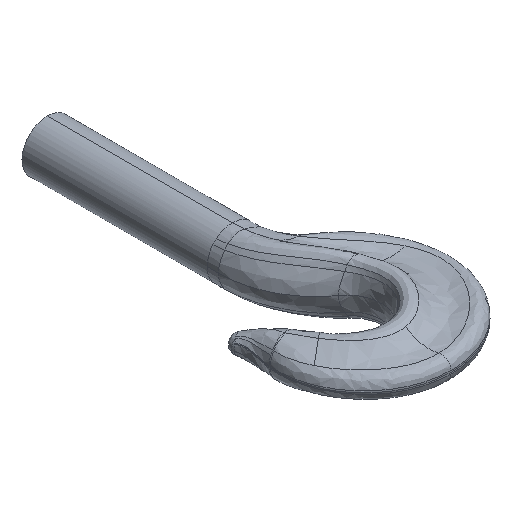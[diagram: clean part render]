
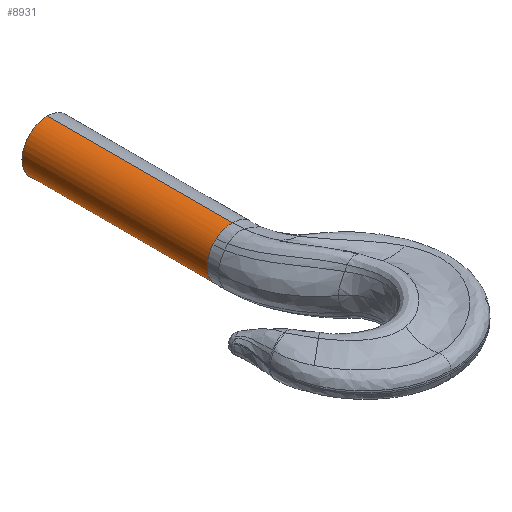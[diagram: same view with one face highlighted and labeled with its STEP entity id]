
A CAD part, isometric view. The second image highlights one B-rep face of the part: STEP entity #8931.
In plain terms, the highlighted free-form (B-spline) face has degree [2, 1] with [5, 2] control points.
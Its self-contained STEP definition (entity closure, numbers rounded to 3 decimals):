
#7849 = VERTEX_POINT('',#7850);
#7850 = CARTESIAN_POINT('',(-11.465,120.54,
    -19.805));
#7859 = EDGE_CURVE('',#7860,#7849,#7862,.T.);
#7860 = VERTEX_POINT('',#7861);
#7861 = CARTESIAN_POINT('',(4.857,120.54,
    -25.664));
#7862 = B_SPLINE_CURVE_WITH_KNOTS('',5,(#7863,#7864,#7865,#7866,#7867,
    #7868,#7869,#7870,#7871),.UNSPECIFIED.,.F.,.F.,(6,3,6),(
    31.416,38.309,45.201),.UNSPECIFIED.);
#7863 = CARTESIAN_POINT('',(4.857,120.54,
    -25.664));
#7864 = CARTESIAN_POINT('',(3.088,120.54,
    -25.664));
#7865 = CARTESIAN_POINT('',(1.319,120.54,
    -25.512));
#7866 = CARTESIAN_POINT('',(-0.433,120.54,
    -25.207));
#7867 = CARTESIAN_POINT('',(-3.866,120.54,
    -24.299));
#7868 = CARTESIAN_POINT('',(-7.092,120.54,
    -22.816));
#7869 = CARTESIAN_POINT('',(-8.638,120.54,
    -21.938));
#7870 = CARTESIAN_POINT('',(-10.1,120.54,
    -20.93));
#7871 = CARTESIAN_POINT('',(-11.465,120.54,
    -19.805));
#8506 = VERTEX_POINT('',#8507);
#8507 = CARTESIAN_POINT('',(4.857,120.54,
    25.664));
#8516 = EDGE_CURVE('',#8517,#8506,#8519,.T.);
#8517 = VERTEX_POINT('',#8518);
#8518 = CARTESIAN_POINT('',(-11.465,120.54,
    19.805));
#8519 = B_SPLINE_CURVE_WITH_KNOTS('',5,(#8520,#8521,#8522,#8523,#8524,
    #8525,#8526,#8527,#8528),.UNSPECIFIED.,.F.,.F.,(6,3,6),(
    80.462,87.355,94.248),.UNSPECIFIED.);
#8520 = CARTESIAN_POINT('',(-11.465,120.54,
    19.805));
#8521 = CARTESIAN_POINT('',(-10.1,120.54,
    20.93));
#8522 = CARTESIAN_POINT('',(-8.638,120.54,
    21.938));
#8523 = CARTESIAN_POINT('',(-7.092,120.54,
    22.816));
#8524 = CARTESIAN_POINT('',(-3.866,120.54,
    24.299));
#8525 = CARTESIAN_POINT('',(-0.433,120.54,
    25.207));
#8526 = CARTESIAN_POINT('',(1.319,120.54,
    25.512));
#8527 = CARTESIAN_POINT('',(3.088,120.54,
    25.664));
#8528 = CARTESIAN_POINT('',(4.857,120.54,
    25.664));
#8669 = EDGE_CURVE('',#8670,#8517,#8672,.T.);
#8670 = VERTEX_POINT('',#8671);
#8671 = CARTESIAN_POINT('',(-14.83,120.54,
    16.464));
#8672 = B_SPLINE_CURVE_WITH_KNOTS('',3,(#8673,#8674,#8675,#8676),
  .UNSPECIFIED.,.F.,.F.,(4,4),(76.762,80.462),
  .PIECEWISE_BEZIER_KNOTS.);
#8673 = CARTESIAN_POINT('',(-14.83,120.54,
    16.464));
#8674 = CARTESIAN_POINT('',(-13.815,120.54,
    17.679));
#8675 = CARTESIAN_POINT('',(-12.687,120.54,
    18.799));
#8676 = CARTESIAN_POINT('',(-11.465,120.54,
    19.805));
#8717 = EDGE_CURVE('',#8718,#8670,#8720,.T.);
#8718 = VERTEX_POINT('',#8719);
#8719 = CARTESIAN_POINT('',(-18.101,120.54,
    11.472));
#8720 = B_SPLINE_CURVE_WITH_KNOTS('',4,(#8721,#8722,#8723,#8724,#8725),
  .UNSPECIFIED.,.F.,.F.,(5,5),(72.1,76.762),
  .PIECEWISE_BEZIER_KNOTS.);
#8721 = CARTESIAN_POINT('',(-18.101,120.54,
    11.472));
#8722 = CARTESIAN_POINT('',(-17.432,120.54,
    12.809));
#8723 = CARTESIAN_POINT('',(-16.66,120.54,
    14.095));
#8724 = CARTESIAN_POINT('',(-15.79,120.54,
    15.317));
#8725 = CARTESIAN_POINT('',(-14.83,120.54,
    16.464));
#8727 = EDGE_CURVE('',#8728,#8718,#8730,.T.);
#8728 = VERTEX_POINT('',#8729);
#8729 = CARTESIAN_POINT('',(-20.807,120.54,
    0.));
#8730 = B_SPLINE_CURVE_WITH_KNOTS('',4,(#8731,#8732,#8733,#8734,#8735),
  .UNSPECIFIED.,.F.,.F.,(5,5),(62.832,72.1),
  .PIECEWISE_BEZIER_KNOTS.);
#8731 = CARTESIAN_POINT('',(-20.807,120.54,
    0.));
#8732 = CARTESIAN_POINT('',(-20.807,120.54,
    2.973));
#8733 = CARTESIAN_POINT('',(-20.348,120.54,
    5.948));
#8734 = CARTESIAN_POINT('',(-19.43,120.54,
    8.812));
#8735 = CARTESIAN_POINT('',(-18.101,120.54,
    11.472));
#8782 = EDGE_CURVE('',#8783,#8728,#8785,.T.);
#8783 = VERTEX_POINT('',#8784);
#8784 = CARTESIAN_POINT('',(-18.101,120.54,
    -11.472));
#8785 = B_SPLINE_CURVE_WITH_KNOTS('',4,(#8786,#8787,#8788,#8789,#8790),
  .UNSPECIFIED.,.F.,.F.,(5,5),(53.564,62.832),
  .PIECEWISE_BEZIER_KNOTS.);
#8786 = CARTESIAN_POINT('',(-18.101,120.54,
    -11.472));
#8787 = CARTESIAN_POINT('',(-19.43,120.54,
    -8.812));
#8788 = CARTESIAN_POINT('',(-20.348,120.54,
    -5.948));
#8789 = CARTESIAN_POINT('',(-20.807,120.54,
    -2.973));
#8790 = CARTESIAN_POINT('',(-20.807,120.54,
    0.));
#8792 = EDGE_CURVE('',#8793,#8783,#8795,.T.);
#8793 = VERTEX_POINT('',#8794);
#8794 = CARTESIAN_POINT('',(-14.83,120.54,
    -16.464));
#8795 = B_SPLINE_CURVE_WITH_KNOTS('',4,(#8796,#8797,#8798,#8799,#8800),
  .UNSPECIFIED.,.F.,.F.,(5,5),(48.902,53.564),
  .PIECEWISE_BEZIER_KNOTS.);
#8796 = CARTESIAN_POINT('',(-14.83,120.54,
    -16.464));
#8797 = CARTESIAN_POINT('',(-15.79,120.54,
    -15.317));
#8798 = CARTESIAN_POINT('',(-16.66,120.54,
    -14.095));
#8799 = CARTESIAN_POINT('',(-17.432,120.54,
    -12.809));
#8800 = CARTESIAN_POINT('',(-18.101,120.54,
    -11.472));
#8847 = EDGE_CURVE('',#7849,#8793,#8848,.T.);
#8848 = B_SPLINE_CURVE_WITH_KNOTS('',3,(#8849,#8850,#8851,#8852),
  .UNSPECIFIED.,.F.,.F.,(4,4),(45.201,48.902),
  .PIECEWISE_BEZIER_KNOTS.);
#8849 = CARTESIAN_POINT('',(-11.465,120.54,
    -19.805));
#8850 = CARTESIAN_POINT('',(-12.687,120.54,
    -18.799));
#8851 = CARTESIAN_POINT('',(-13.815,120.54,
    -17.679));
#8852 = CARTESIAN_POINT('',(-14.83,120.54,
    -16.464));
#8931 = ADVANCED_FACE('',(#8932),#8970,.T.);
#8932 = FACE_BOUND('',#8933,.T.);
#8933 = EDGE_LOOP('',(#8934,#8941,#8942,#8943,#8944,#8945,#8946,#8947,
    #8948,#8949,#8956,#8964));
#8934 = ORIENTED_EDGE('',*,*,#8935,.F.);
#8935 = EDGE_CURVE('',#7860,#8936,#8938,.T.);
#8936 = VERTEX_POINT('',#8937);
#8937 = CARTESIAN_POINT('',(4.857,307.971,
    -25.664));
#8938 = B_SPLINE_CURVE_WITH_KNOTS('',1,(#8939,#8940),.UNSPECIFIED.,.F.,
  .F.,(2,2),(-73.593,72.471),.PIECEWISE_BEZIER_KNOTS.);
#8939 = CARTESIAN_POINT('',(4.857,120.54,
    -25.664));
#8940 = CARTESIAN_POINT('',(4.857,307.971,
    -25.664));
#8941 = ORIENTED_EDGE('',*,*,#7859,.T.);
#8942 = ORIENTED_EDGE('',*,*,#8847,.T.);
#8943 = ORIENTED_EDGE('',*,*,#8792,.T.);
#8944 = ORIENTED_EDGE('',*,*,#8782,.T.);
#8945 = ORIENTED_EDGE('',*,*,#8727,.T.);
#8946 = ORIENTED_EDGE('',*,*,#8717,.T.);
#8947 = ORIENTED_EDGE('',*,*,#8669,.T.);
#8948 = ORIENTED_EDGE('',*,*,#8516,.T.);
#8949 = ORIENTED_EDGE('',*,*,#8950,.T.);
#8950 = EDGE_CURVE('',#8506,#8951,#8953,.T.);
#8951 = VERTEX_POINT('',#8952);
#8952 = CARTESIAN_POINT('',(4.857,307.971,
    25.664));
#8953 = B_SPLINE_CURVE_WITH_KNOTS('',1,(#8954,#8955),.UNSPECIFIED.,.F.,
  .F.,(2,2),(-73.593,72.471),.PIECEWISE_BEZIER_KNOTS.);
#8954 = CARTESIAN_POINT('',(4.857,120.54,
    25.664));
#8955 = CARTESIAN_POINT('',(4.857,307.971,
    25.664));
#8956 = ORIENTED_EDGE('',*,*,#8957,.F.);
#8957 = EDGE_CURVE('',#8958,#8951,#8960,.T.);
#8958 = VERTEX_POINT('',#8959);
#8959 = CARTESIAN_POINT('',(-20.807,307.971,
    0.));
#8960 = ( BOUNDED_CURVE() B_SPLINE_CURVE(2,(#8961,#8962,#8963),
.UNSPECIFIED.,.F.,.F.) B_SPLINE_CURVE_WITH_KNOTS((3,3),(3.142,
4.712),.PIECEWISE_BEZIER_KNOTS.) CURVE() 
GEOMETRIC_REPRESENTATION_ITEM() RATIONAL_B_SPLINE_CURVE((1.,
0.707,1.)) REPRESENTATION_ITEM('') );
#8961 = CARTESIAN_POINT('',(-20.807,307.971,
    0.));
#8962 = CARTESIAN_POINT('',(-20.807,307.971,
    25.664));
#8963 = CARTESIAN_POINT('',(4.857,307.971,
    25.664));
#8964 = ORIENTED_EDGE('',*,*,#8965,.F.);
#8965 = EDGE_CURVE('',#8936,#8958,#8966,.T.);
#8966 = ( BOUNDED_CURVE() B_SPLINE_CURVE(2,(#8967,#8968,#8969),
.UNSPECIFIED.,.F.,.F.) B_SPLINE_CURVE_WITH_KNOTS((3,3),(1.571,
3.142),.PIECEWISE_BEZIER_KNOTS.) CURVE() 
GEOMETRIC_REPRESENTATION_ITEM() RATIONAL_B_SPLINE_CURVE((1.,
0.707,1.)) REPRESENTATION_ITEM('') );
#8967 = CARTESIAN_POINT('',(4.857,307.971,
    -25.664));
#8968 = CARTESIAN_POINT('',(-20.807,307.971,
    -25.664));
#8969 = CARTESIAN_POINT('',(-20.807,307.971,
    0.));
#8970 = ( BOUNDED_SURFACE() B_SPLINE_SURFACE(2,1,(
    (#8971,#8972)
    ,(#8973,#8974)
    ,(#8975,#8976)
    ,(#8977,#8978)
    ,(#8979,#8980
)),.UNSPECIFIED.,.F.,.F.,.F.) B_SPLINE_SURFACE_WITH_KNOTS((3,2,3),(2,2),
  (0.,1.571,3.142),(-73.593,72.471),
.PIECEWISE_BEZIER_KNOTS.) GEOMETRIC_REPRESENTATION_ITEM() 
RATIONAL_B_SPLINE_SURFACE((
    (1.,1.)
    ,(0.707,0.707)
    ,(1.,1.)
    ,(0.707,0.707)
,(1.,1.))) REPRESENTATION_ITEM('') SURFACE() );
#8971 = CARTESIAN_POINT('',(4.857,120.54,
    -25.664));
#8972 = CARTESIAN_POINT('',(4.857,307.971,
    -25.664));
#8973 = CARTESIAN_POINT('',(-20.807,120.54,
    -25.664));
#8974 = CARTESIAN_POINT('',(-20.807,307.971,
    -25.664));
#8975 = CARTESIAN_POINT('',(-20.807,120.54,
    0.));
#8976 = CARTESIAN_POINT('',(-20.807,307.971,
    0.));
#8977 = CARTESIAN_POINT('',(-20.807,120.54,
    25.664));
#8978 = CARTESIAN_POINT('',(-20.807,307.971,
    25.664));
#8979 = CARTESIAN_POINT('',(4.857,120.54,
    25.664));
#8980 = CARTESIAN_POINT('',(4.857,307.971,
    25.664));
